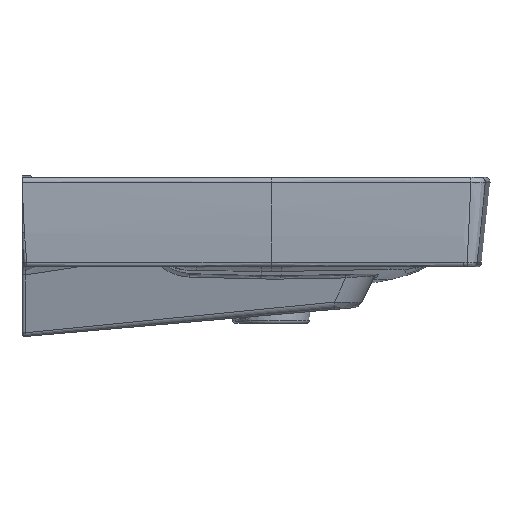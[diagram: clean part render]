
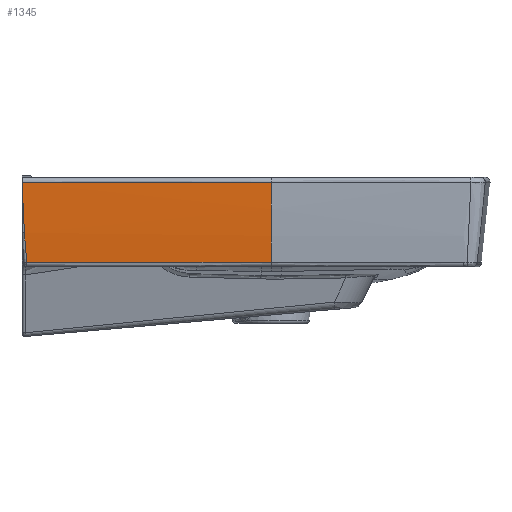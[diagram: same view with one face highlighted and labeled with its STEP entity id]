
A CAD part, left-side view. The second image highlights one B-rep face of the part: STEP entity #1345.
In plain terms, the highlighted face is a revolution surface.
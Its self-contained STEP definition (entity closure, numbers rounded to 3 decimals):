
#93=SURFACE_OF_REVOLUTION('',#1127,#97);
#97=AXIS1_PLACEMENT('',#18547,#6127);
#693=FACE_OUTER_BOUND('',#1732,.T.);
#964=(
BOUNDED_CURVE()
B_SPLINE_CURVE(3,(#17676,#17677,#17678,#17679),.UNSPECIFIED.,.F.,.F.)
B_SPLINE_CURVE_WITH_KNOTS((4,4),(0.,1.),.UNSPECIFIED.)
CURVE()
GEOMETRIC_REPRESENTATION_ITEM()
RATIONAL_B_SPLINE_CURVE((1.,1.,1.,1.))
REPRESENTATION_ITEM('')
);
#978=(
BOUNDED_CURVE()
B_SPLINE_CURVE(3,(#18339,#18340,#18341,#18342,#18343,#18344),
 .UNSPECIFIED.,.F.,.F.)
B_SPLINE_CURVE_WITH_KNOTS((4,2,4),(0.,0.5,1.),.UNSPECIFIED.)
CURVE()
GEOMETRIC_REPRESENTATION_ITEM()
RATIONAL_B_SPLINE_CURVE((1.,1.,1.,1.,1.,1.))
REPRESENTATION_ITEM('')
);
#980=(
BOUNDED_CURVE()
B_SPLINE_CURVE(3,(#18542,#18543,#18544,#18545),.UNSPECIFIED.,.F.,.F.)
B_SPLINE_CURVE_WITH_KNOTS((4,4),(0.,1.),.UNSPECIFIED.)
CURVE()
GEOMETRIC_REPRESENTATION_ITEM()
RATIONAL_B_SPLINE_CURVE((1.,1.,1.,1.))
REPRESENTATION_ITEM('')
);
#1125=CIRCLE('',#5784,1020.75);
#1127=CIRCLE('',#5786,1020.75);
#1345=ADVANCED_FACE('',(#693),#93,.T.);
#1732=EDGE_LOOP('',(#2678,#2679,#2680,#2681,#2682));
#2678=ORIENTED_EDGE('',*,*,#4577,.F.);
#2679=ORIENTED_EDGE('',*,*,#4640,.F.);
#2680=ORIENTED_EDGE('',*,*,#4651,.T.);
#2681=ORIENTED_EDGE('',*,*,#4652,.T.);
#2682=ORIENTED_EDGE('',*,*,#4648,.F.);
#3912=VERTEX_POINT('',#14217);
#3946=VERTEX_POINT('',#17647);
#3982=VERTEX_POINT('',#18338);
#3987=VERTEX_POINT('',#18518);
#3989=VERTEX_POINT('',#18541);
#4577=EDGE_CURVE('',#3912,#3946,#964,.T.);
#4640=EDGE_CURVE('',#3982,#3912,#978,.T.);
#4648=EDGE_CURVE('',#3946,#3987,#1125,.T.);
#4651=EDGE_CURVE('',#3982,#3989,#5398,.T.);
#4652=EDGE_CURVE('',#3989,#3987,#980,.T.);
#5398=B_SPLINE_CURVE_WITH_KNOTS('',3,(#18530,#18531,#18532,#18533,#18534,
#18535,#18536,#18537,#18538,#18539,#18540),.UNSPECIFIED.,.F.,.F.,(4,2,1,
2,2,4),(0.,0.25,0.375,0.438,0.5,
1.),.UNSPECIFIED.);
#5784=AXIS2_PLACEMENT_3D('',#18517,#6120,#6121);
#5786=AXIS2_PLACEMENT_3D('',#18546,#6125,#6126);
#6120=DIRECTION('',(0.,-1.,0.));
#6121=DIRECTION('',(1.,0.,0.));
#6125=DIRECTION('',(0.,-1.,0.));
#6126=DIRECTION('',(1.,0.,0.));
#6127=DIRECTION('',(0.,0.,-1.));
#14217=CARTESIAN_POINT('',(-497.93,0.,-5.082));
#17647=CARTESIAN_POINT('',(-499.918,-250.,-5.082));
#17676=CARTESIAN_POINT('',(-497.93,0.,-5.082));
#17677=CARTESIAN_POINT('',(-499.363,-83.327,-5.082));
#17678=CARTESIAN_POINT('',(-500.026,-166.66,-5.082));
#17679=CARTESIAN_POINT('',(-499.918,-250.,-5.082));
#18338=CARTESIAN_POINT('',(-495.885,-2.408,-55.735));
#18339=CARTESIAN_POINT('',(-495.885,-2.408,-55.735));
#18340=CARTESIAN_POINT('',(-496.436,-2.127,-47.327));
#18341=CARTESIAN_POINT('',(-496.884,-1.756,-38.872));
#18342=CARTESIAN_POINT('',(-497.565,-0.923,-21.981));
#18343=CARTESIAN_POINT('',(-497.8,-0.462,-13.532));
#18344=CARTESIAN_POINT('',(-497.93,0.,-5.082));
#18517=CARTESIAN_POINT('',(520.696,-250.,11.566));
#18518=CARTESIAN_POINT('',(-495.431,-250.,-85.475));
#18530=CARTESIAN_POINT('',(-495.885,-2.408,-55.735));
#18531=CARTESIAN_POINT('',(-495.73,-2.505,-58.109));
#18532=CARTESIAN_POINT('',(-495.563,-2.629,-60.539));
#18533=CARTESIAN_POINT('',(-495.294,-2.857,-64.267));
#18534=CARTESIAN_POINT('',(-495.155,-2.981,-66.152));
#18535=CARTESIAN_POINT('',(-495.008,-3.121,-68.069));
#18536=CARTESIAN_POINT('',(-494.908,-3.218,-69.353));
#18537=CARTESIAN_POINT('',(-494.854,-3.271,-70.032));
#18538=CARTESIAN_POINT('',(-494.414,-3.713,-75.581));
#18539=CARTESIAN_POINT('',(-493.986,-4.19,-80.523));
#18540=CARTESIAN_POINT('',(-493.523,-4.75,-85.475));
#18541=CARTESIAN_POINT('',(-493.523,-4.75,-85.475));
#18542=CARTESIAN_POINT('',(-493.523,-4.75,-85.475));
#18543=CARTESIAN_POINT('',(-494.901,-86.493,-85.475));
#18544=CARTESIAN_POINT('',(-495.537,-168.246,-85.475));
#18545=CARTESIAN_POINT('',(-495.431,-250.,-85.475));
#18546=CARTESIAN_POINT('',(520.696,-250.,11.566));
#18547=CARTESIAN_POINT('',(13015.063,-232.5,0.));
